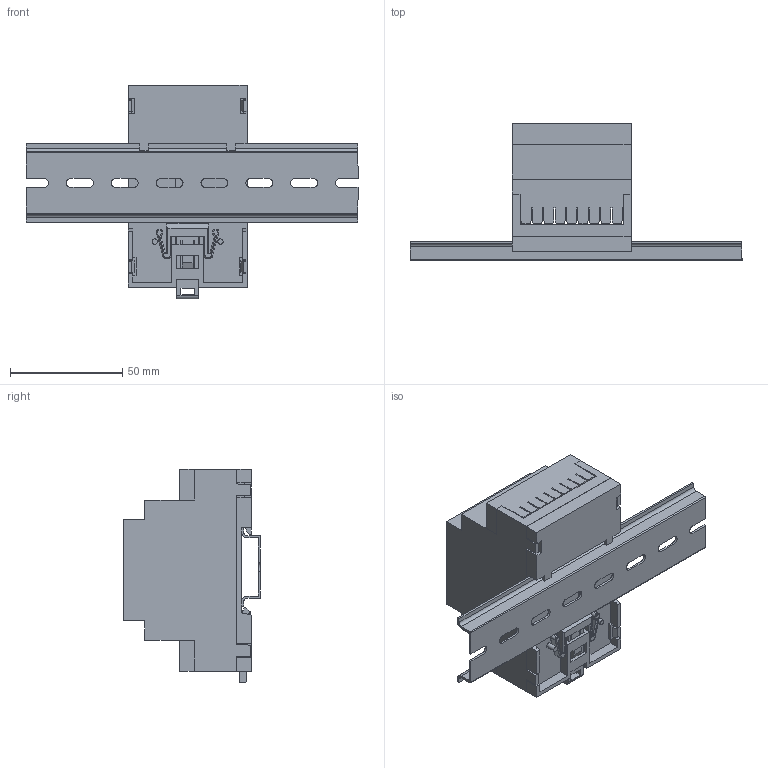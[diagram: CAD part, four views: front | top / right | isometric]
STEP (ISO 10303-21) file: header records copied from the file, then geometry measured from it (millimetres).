
FILE_DESCRIPTION (( 'STEP AP203' ), '1' );
FILE_NAME ('D3MG.STEP', '2018-11-16T09:15:11', ( '' ), ( '' ), 'SwSTEP 2.0', 'SolidWorks 2009', '' );
FILE_SCHEMA (( 'CONFIG_CONTROL_DESIGN' ));
Length unit declared in the file: millimetre
Products named in the file (8): D3MG; 3Ì - Áàçà; 3Ì - Êîðïóñ; 3Ì - Çàùåëêà; Êðûøêà ðàçúåìîâ_âåðõíÿÿ; DIN-ðåéêà õ6; Êðûøêà ðàçúåìîâ_íèæíÿÿ; Êðûøêà
Assembly tree (7 placements, depth 2):
  D3MG
    Êðûøêà ðàçúåìîâ_íèæíÿÿ
    Êðûøêà ðàçúåìîâ_âåðõíÿÿ
    3Ì - Áàçà
    3Ì - Êîðïóñ
    Êðûøêà
    DIN-ðåéêà õ6
    3Ì - Çàùåëêà
Bounding box: 148 x 61 x 95.34 mm (x, y, z)
Volume: 49315.1 mm3; surface area: 70737.9 mm2
Topology: 7 solids, 7 shells, 955 faces, 2746 edges, 1769 vertices
Faces by surface type: plane 670, cylinder 257, bspline 20, cone 8
Entity records: 32343 total; most frequent: CARTESIAN_POINT 6052, ORIENTED_EDGE 5492, DIRECTION 5080, EDGE_CURVE 2746, VECTOR 2166, LINE 2166, VERTEX_POINT 1769, AXIS2_PLACEMENT_3D 1457
